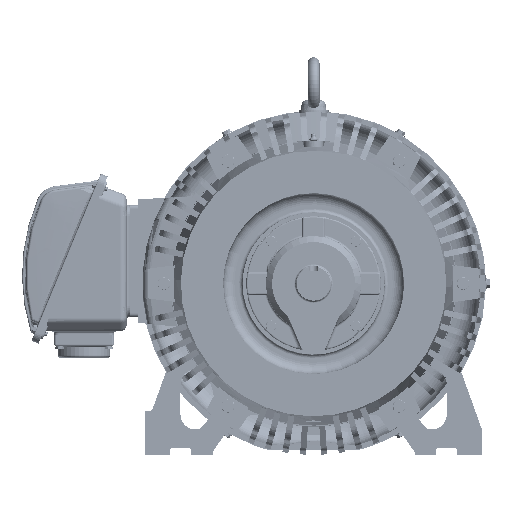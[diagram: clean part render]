
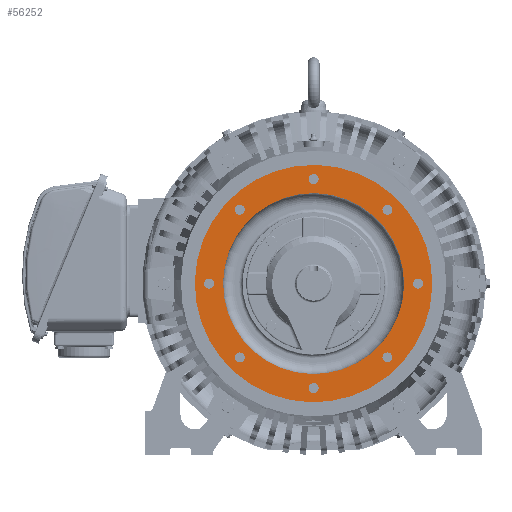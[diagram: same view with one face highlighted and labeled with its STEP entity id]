
A CAD part, left-side view. The second image highlights one B-rep face of the part: STEP entity #56252.
In plain terms, the highlighted planar face has unit normal (-1, 0, 0).
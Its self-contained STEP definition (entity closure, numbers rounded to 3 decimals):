
#56067=CARTESIAN_POINT('Axis2P3D Location',(-119.,0.,-158.75)) ;
#56072=CARTESIAN_POINT('Axis2P3D Location',(-119.,0.,0.)) ;
#56076=CARTESIAN_POINT('Vertex',(-119.,76.109,139.316)) ;
#56078=CARTESIAN_POINT('Vertex',(-119.,-76.109,-139.316)) ;
#56081=CARTESIAN_POINT('Axis2P3D Location',(-119.,0.,0.)) ;
#56090=CARTESIAN_POINT('Axis2P3D Location',(-119.,0.,139.7)) ;
#56094=CARTESIAN_POINT('Vertex',(-119.,-5.869,136.494)) ;
#56096=CARTESIAN_POINT('Vertex',(-119.,5.869,142.906)) ;
#56099=CARTESIAN_POINT('Axis2P3D Location',(-119.,0.,139.7)) ;
#56108=CARTESIAN_POINT('Axis2P3D Location',(-119.,0.,0.)) ;
#56112=CARTESIAN_POINT('Vertex',(-119.,-58.01,-106.187)) ;
#56114=CARTESIAN_POINT('Vertex',(-119.,58.01,106.187)) ;
#56117=CARTESIAN_POINT('Axis2P3D Location',(-119.,0.,0.)) ;
#56126=CARTESIAN_POINT('Axis2P3D Location',(-119.,0.,-139.7)) ;
#56130=CARTESIAN_POINT('Vertex',(-119.,-5.869,-142.906)) ;
#56132=CARTESIAN_POINT('Vertex',(-119.,5.869,-136.494)) ;
#56135=CARTESIAN_POINT('Axis2P3D Location',(-119.,0.,-139.7)) ;
#56144=CARTESIAN_POINT('Axis2P3D Location',(-119.,139.7,0.)) ;
#56148=CARTESIAN_POINT('Vertex',(-119.,133.831,-3.206)) ;
#56150=CARTESIAN_POINT('Vertex',(-119.,145.569,3.206)) ;
#56153=CARTESIAN_POINT('Axis2P3D Location',(-119.,139.7,0.)) ;
#56162=CARTESIAN_POINT('Axis2P3D Location',(-119.,-139.7,0.)) ;
#56166=CARTESIAN_POINT('Vertex',(-119.,-145.569,-3.206)) ;
#56168=CARTESIAN_POINT('Vertex',(-119.,-133.831,3.206)) ;
#56171=CARTESIAN_POINT('Axis2P3D Location',(-119.,-139.7,0.)) ;
#56180=CARTESIAN_POINT('Axis2P3D Location',(-119.,-98.783,98.783)) ;
#56184=CARTESIAN_POINT('Vertex',(-119.,-104.652,95.576)) ;
#56186=CARTESIAN_POINT('Vertex',(-119.,-92.914,101.989)) ;
#56189=CARTESIAN_POINT('Axis2P3D Location',(-119.,-98.783,98.783)) ;
#56198=CARTESIAN_POINT('Axis2P3D Location',(-119.,98.783,-98.783)) ;
#56202=CARTESIAN_POINT('Vertex',(-119.,92.914,-101.989)) ;
#56204=CARTESIAN_POINT('Vertex',(-119.,104.652,-95.576)) ;
#56207=CARTESIAN_POINT('Axis2P3D Location',(-119.,98.783,-98.783)) ;
#56216=CARTESIAN_POINT('Axis2P3D Location',(-119.,98.783,98.783)) ;
#56220=CARTESIAN_POINT('Vertex',(-119.,92.914,95.576)) ;
#56222=CARTESIAN_POINT('Vertex',(-119.,104.652,101.989)) ;
#56225=CARTESIAN_POINT('Axis2P3D Location',(-119.,98.783,98.783)) ;
#56234=CARTESIAN_POINT('Axis2P3D Location',(-119.,-98.783,-98.783)) ;
#56238=CARTESIAN_POINT('Vertex',(-119.,-104.652,-101.989)) ;
#56240=CARTESIAN_POINT('Vertex',(-119.,-92.914,-95.576)) ;
#56243=CARTESIAN_POINT('Axis2P3D Location',(-119.,-98.783,-98.783)) ;
#56068=DIRECTION('Axis2P3D Direction',(-1.,0.,0.)) ;
#56069=DIRECTION('Axis2P3D XDirection',(0.,1.,0.)) ;
#56073=DIRECTION('Axis2P3D Direction',(-1.,0.,0.)) ;
#56082=DIRECTION('Axis2P3D Direction',(-1.,0.,0.)) ;
#56091=DIRECTION('Axis2P3D Direction',(-1.,0.,0.)) ;
#56100=DIRECTION('Axis2P3D Direction',(-1.,0.,0.)) ;
#56109=DIRECTION('Axis2P3D Direction',(-1.,0.,0.)) ;
#56118=DIRECTION('Axis2P3D Direction',(-1.,0.,0.)) ;
#56127=DIRECTION('Axis2P3D Direction',(-1.,0.,0.)) ;
#56136=DIRECTION('Axis2P3D Direction',(-1.,0.,0.)) ;
#56145=DIRECTION('Axis2P3D Direction',(-1.,0.,0.)) ;
#56154=DIRECTION('Axis2P3D Direction',(-1.,0.,0.)) ;
#56163=DIRECTION('Axis2P3D Direction',(-1.,0.,0.)) ;
#56172=DIRECTION('Axis2P3D Direction',(-1.,0.,0.)) ;
#56181=DIRECTION('Axis2P3D Direction',(-1.,0.,0.)) ;
#56190=DIRECTION('Axis2P3D Direction',(-1.,0.,0.)) ;
#56199=DIRECTION('Axis2P3D Direction',(-1.,0.,0.)) ;
#56208=DIRECTION('Axis2P3D Direction',(-1.,0.,0.)) ;
#56217=DIRECTION('Axis2P3D Direction',(-1.,0.,0.)) ;
#56226=DIRECTION('Axis2P3D Direction',(-1.,0.,0.)) ;
#56235=DIRECTION('Axis2P3D Direction',(-1.,0.,0.)) ;
#56244=DIRECTION('Axis2P3D Direction',(-1.,0.,0.)) ;
#56070=AXIS2_PLACEMENT_3D('Plane Axis2P3D',#56067,#56068,#56069) ;
#56074=AXIS2_PLACEMENT_3D('Circle Axis2P3D',#56072,#56073,$) ;
#56083=AXIS2_PLACEMENT_3D('Circle Axis2P3D',#56081,#56082,$) ;
#56092=AXIS2_PLACEMENT_3D('Circle Axis2P3D',#56090,#56091,$) ;
#56101=AXIS2_PLACEMENT_3D('Circle Axis2P3D',#56099,#56100,$) ;
#56110=AXIS2_PLACEMENT_3D('Circle Axis2P3D',#56108,#56109,$) ;
#56119=AXIS2_PLACEMENT_3D('Circle Axis2P3D',#56117,#56118,$) ;
#56128=AXIS2_PLACEMENT_3D('Circle Axis2P3D',#56126,#56127,$) ;
#56137=AXIS2_PLACEMENT_3D('Circle Axis2P3D',#56135,#56136,$) ;
#56146=AXIS2_PLACEMENT_3D('Circle Axis2P3D',#56144,#56145,$) ;
#56155=AXIS2_PLACEMENT_3D('Circle Axis2P3D',#56153,#56154,$) ;
#56164=AXIS2_PLACEMENT_3D('Circle Axis2P3D',#56162,#56163,$) ;
#56173=AXIS2_PLACEMENT_3D('Circle Axis2P3D',#56171,#56172,$) ;
#56182=AXIS2_PLACEMENT_3D('Circle Axis2P3D',#56180,#56181,$) ;
#56191=AXIS2_PLACEMENT_3D('Circle Axis2P3D',#56189,#56190,$) ;
#56200=AXIS2_PLACEMENT_3D('Circle Axis2P3D',#56198,#56199,$) ;
#56209=AXIS2_PLACEMENT_3D('Circle Axis2P3D',#56207,#56208,$) ;
#56218=AXIS2_PLACEMENT_3D('Circle Axis2P3D',#56216,#56217,$) ;
#56227=AXIS2_PLACEMENT_3D('Circle Axis2P3D',#56225,#56226,$) ;
#56236=AXIS2_PLACEMENT_3D('Circle Axis2P3D',#56234,#56235,$) ;
#56245=AXIS2_PLACEMENT_3D('Circle Axis2P3D',#56243,#56244,$) ;
#56087=ORIENTED_EDGE('',*,*,#56080,.T.) ;
#56088=ORIENTED_EDGE('',*,*,#56085,.T.) ;
#56105=ORIENTED_EDGE('',*,*,#56098,.F.) ;
#56106=ORIENTED_EDGE('',*,*,#56103,.F.) ;
#56123=ORIENTED_EDGE('',*,*,#56116,.F.) ;
#56124=ORIENTED_EDGE('',*,*,#56121,.F.) ;
#56141=ORIENTED_EDGE('',*,*,#56134,.F.) ;
#56142=ORIENTED_EDGE('',*,*,#56139,.F.) ;
#56159=ORIENTED_EDGE('',*,*,#56152,.F.) ;
#56160=ORIENTED_EDGE('',*,*,#56157,.F.) ;
#56177=ORIENTED_EDGE('',*,*,#56170,.F.) ;
#56178=ORIENTED_EDGE('',*,*,#56175,.F.) ;
#56195=ORIENTED_EDGE('',*,*,#56188,.F.) ;
#56196=ORIENTED_EDGE('',*,*,#56193,.F.) ;
#56213=ORIENTED_EDGE('',*,*,#56206,.F.) ;
#56214=ORIENTED_EDGE('',*,*,#56211,.F.) ;
#56231=ORIENTED_EDGE('',*,*,#56224,.F.) ;
#56232=ORIENTED_EDGE('',*,*,#56229,.F.) ;
#56249=ORIENTED_EDGE('',*,*,#56242,.F.) ;
#56250=ORIENTED_EDGE('',*,*,#56247,.F.) ;
#56107=FACE_BOUND('',#56104,.T.) ;
#56125=FACE_BOUND('',#56122,.T.) ;
#56143=FACE_BOUND('',#56140,.T.) ;
#56161=FACE_BOUND('',#56158,.T.) ;
#56179=FACE_BOUND('',#56176,.T.) ;
#56197=FACE_BOUND('',#56194,.T.) ;
#56215=FACE_BOUND('',#56212,.T.) ;
#56233=FACE_BOUND('',#56230,.T.) ;
#56251=FACE_BOUND('',#56248,.T.) ;
#56252=ADVANCED_FACE('31102B574.1',(#56089,#56107,#56125,#56143,#56161,#56179,#56197,#56215,#56233,#56251),#56071,.T.) ;
#56075=CIRCLE('generated circle',#56074,158.75) ;
#56084=CIRCLE('generated circle',#56083,158.75) ;
#56093=CIRCLE('generated circle',#56092,6.688) ;
#56102=CIRCLE('generated circle',#56101,6.688) ;
#56111=CIRCLE('generated circle',#56110,121.) ;
#56120=CIRCLE('generated circle',#56119,121.) ;
#56129=CIRCLE('generated circle',#56128,6.688) ;
#56138=CIRCLE('generated circle',#56137,6.688) ;
#56147=CIRCLE('generated circle',#56146,6.688) ;
#56156=CIRCLE('generated circle',#56155,6.688) ;
#56165=CIRCLE('generated circle',#56164,6.688) ;
#56174=CIRCLE('generated circle',#56173,6.688) ;
#56183=CIRCLE('generated circle',#56182,6.688) ;
#56192=CIRCLE('generated circle',#56191,6.688) ;
#56201=CIRCLE('generated circle',#56200,6.688) ;
#56210=CIRCLE('generated circle',#56209,6.688) ;
#56219=CIRCLE('generated circle',#56218,6.688) ;
#56228=CIRCLE('generated circle',#56227,6.688) ;
#56237=CIRCLE('generated circle',#56236,6.688) ;
#56246=CIRCLE('generated circle',#56245,6.688) ;
#56080=EDGE_CURVE('',#56077,#56079,#56075,.T.) ;
#56085=EDGE_CURVE('',#56079,#56077,#56084,.T.) ;
#56098=EDGE_CURVE('',#56095,#56097,#56093,.T.) ;
#56103=EDGE_CURVE('',#56097,#56095,#56102,.T.) ;
#56116=EDGE_CURVE('',#56113,#56115,#56111,.T.) ;
#56121=EDGE_CURVE('',#56115,#56113,#56120,.T.) ;
#56134=EDGE_CURVE('',#56131,#56133,#56129,.T.) ;
#56139=EDGE_CURVE('',#56133,#56131,#56138,.T.) ;
#56152=EDGE_CURVE('',#56149,#56151,#56147,.T.) ;
#56157=EDGE_CURVE('',#56151,#56149,#56156,.T.) ;
#56170=EDGE_CURVE('',#56167,#56169,#56165,.T.) ;
#56175=EDGE_CURVE('',#56169,#56167,#56174,.T.) ;
#56188=EDGE_CURVE('',#56185,#56187,#56183,.T.) ;
#56193=EDGE_CURVE('',#56187,#56185,#56192,.T.) ;
#56206=EDGE_CURVE('',#56203,#56205,#56201,.T.) ;
#56211=EDGE_CURVE('',#56205,#56203,#56210,.T.) ;
#56224=EDGE_CURVE('',#56221,#56223,#56219,.T.) ;
#56229=EDGE_CURVE('',#56223,#56221,#56228,.T.) ;
#56242=EDGE_CURVE('',#56239,#56241,#56237,.T.) ;
#56247=EDGE_CURVE('',#56241,#56239,#56246,.T.) ;
#56086=EDGE_LOOP('',(#56087,#56088)) ;
#56104=EDGE_LOOP('',(#56105,#56106)) ;
#56122=EDGE_LOOP('',(#56123,#56124)) ;
#56140=EDGE_LOOP('',(#56141,#56142)) ;
#56158=EDGE_LOOP('',(#56159,#56160)) ;
#56176=EDGE_LOOP('',(#56177,#56178)) ;
#56194=EDGE_LOOP('',(#56195,#56196)) ;
#56212=EDGE_LOOP('',(#56213,#56214)) ;
#56230=EDGE_LOOP('',(#56231,#56232)) ;
#56248=EDGE_LOOP('',(#56249,#56250)) ;
#56089=FACE_OUTER_BOUND('',#56086,.T.) ;
#56071=PLANE('Plane',#56070) ;
#56077=VERTEX_POINT('',#56076) ;
#56079=VERTEX_POINT('',#56078) ;
#56095=VERTEX_POINT('',#56094) ;
#56097=VERTEX_POINT('',#56096) ;
#56113=VERTEX_POINT('',#56112) ;
#56115=VERTEX_POINT('',#56114) ;
#56131=VERTEX_POINT('',#56130) ;
#56133=VERTEX_POINT('',#56132) ;
#56149=VERTEX_POINT('',#56148) ;
#56151=VERTEX_POINT('',#56150) ;
#56167=VERTEX_POINT('',#56166) ;
#56169=VERTEX_POINT('',#56168) ;
#56185=VERTEX_POINT('',#56184) ;
#56187=VERTEX_POINT('',#56186) ;
#56203=VERTEX_POINT('',#56202) ;
#56205=VERTEX_POINT('',#56204) ;
#56221=VERTEX_POINT('',#56220) ;
#56223=VERTEX_POINT('',#56222) ;
#56239=VERTEX_POINT('',#56238) ;
#56241=VERTEX_POINT('',#56240) ;
